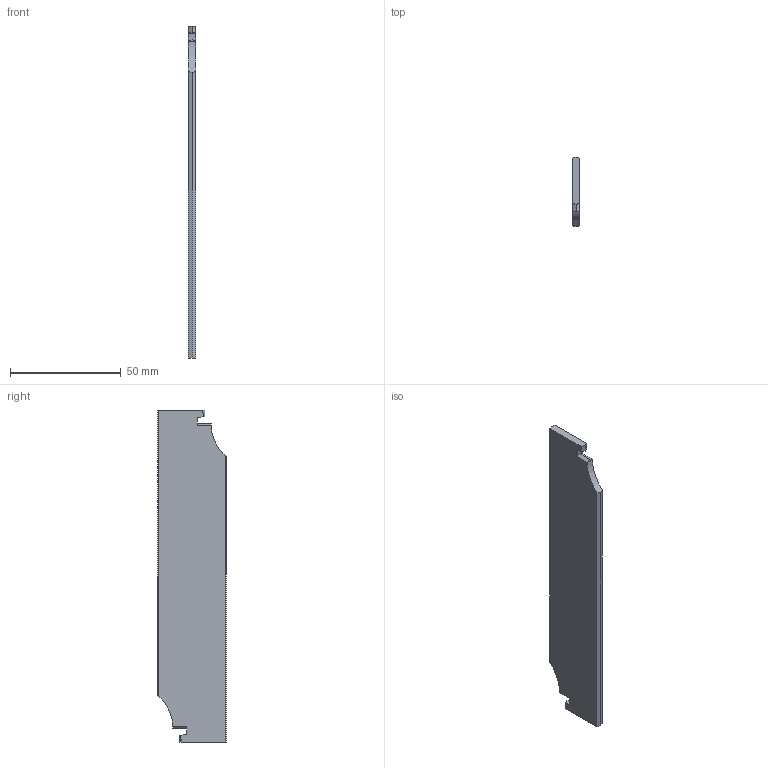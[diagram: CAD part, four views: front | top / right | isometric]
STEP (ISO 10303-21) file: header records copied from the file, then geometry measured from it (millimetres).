
FILE_DESCRIPTION(('CATIA V5 STEP','CAx-IF Rec.Pracs.--- Model Styling and Organization---1.2---2011-12-15'),'2;1');
FILE_NAME('2301763_D.stp','2023-04-17T11:27:23+00:00',('none'),('none'),'CATIA Version 5 Release 21 SP 5 (IN-10)','CATIA V5 STEP AP214','none');
FILE_SCHEMA(('AUTOMOTIVE_DESIGN { 1 0 10303 214 1 1 1 1 }'));
Length unit declared in the file: millimetre
Products named in the file (1): TGFH 32-4
Bounding box: 3.4 x 31.09 x 150 mm (x, y, z)
Volume: 14668 mm3; surface area: 9769.1 mm2
Topology: 1 solids, 1 shells, 24 faces, 72 edges, 50 vertices
Faces by surface type: plane 20, cylinder 4
Entity records: 893 total; most frequent: CARTESIAN_POINT 196, ORIENTED_EDGE 144, DIRECTION 114, EDGE_CURVE 72, VECTOR 56, LINE 56, VERTEX_POINT 50, AXIS2_PLACEMENT_3D 32
